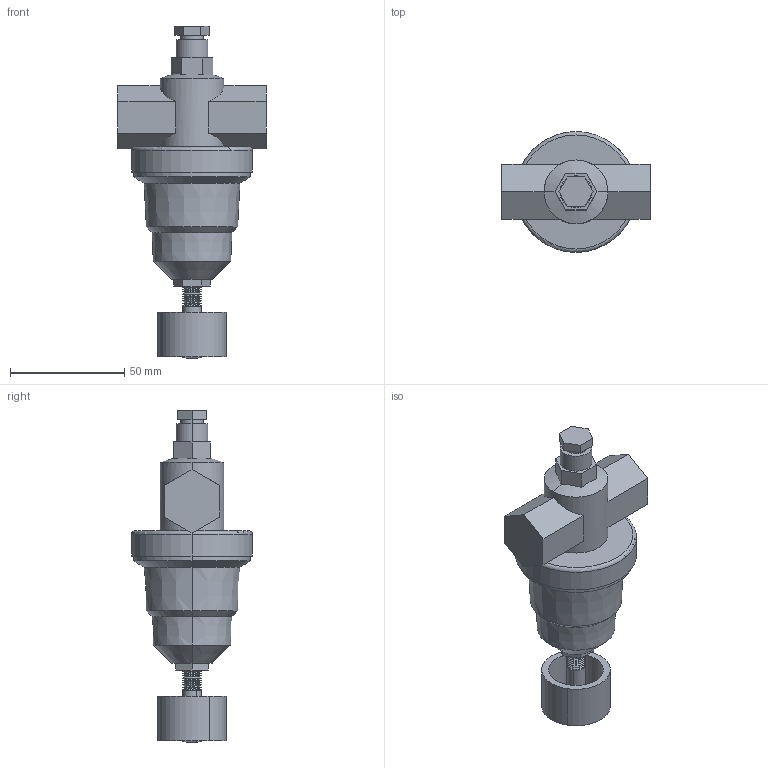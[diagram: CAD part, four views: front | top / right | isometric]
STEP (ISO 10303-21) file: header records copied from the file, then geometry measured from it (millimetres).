
FILE_DESCRIPTION(('no description'),'unknown implementation level');
FILE_NAME('VDI3805_D22-1_2A_3D.stp',' ',('pit-cup GmbH'),('ccLab - KiM Gmbh - www.kimweb.de'),'unknown preprocess','ACIS','unknown authorization');
FILE_SCHEMA(('automotive_design'));
Length unit declared in the file: millimetre
Products named in the file (2): 1; 2
Bounding box: 65 x 53 x 145.5 mm (x, y, z)
Volume: 128339.3 mm3; surface area: 23484.9 mm2
Topology: 2 solids, 2 shells, 118 faces, 293 edges, 189 vertices
Faces by surface type: cone 50, plane 48, cylinder 18, torus 2
Entity records: 7075 total; most frequent: CARTESIAN_POINT 762, DIRECTION 658, STYLED_ITEM 602, PRESENTATION_STYLE_ASSIGNMENT 602, COLOUR_RGB 602, ORIENTED_EDGE 586, EDGE_CURVE 293, CURVE_STYLE 293
